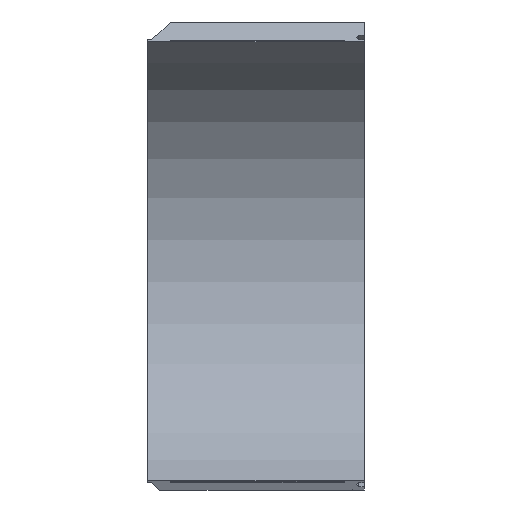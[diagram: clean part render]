
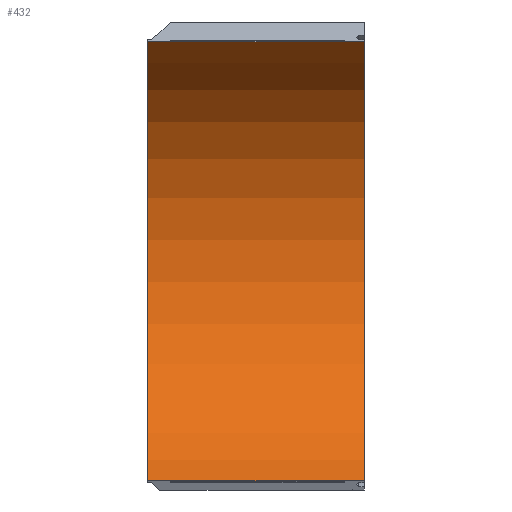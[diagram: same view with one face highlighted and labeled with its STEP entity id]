
A CAD part, left-side view. The second image highlights one B-rep face of the part: STEP entity #432.
In plain terms, the highlighted cylindrical face has radius 119.661 mm (diameter 239.321 mm), a partial arc.
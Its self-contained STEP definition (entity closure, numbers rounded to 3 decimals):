
#10 = LINE ( 'NONE', #140, #55 ) ;
#12 = CARTESIAN_POINT ( 'NONE',  ( 0., 101.2, 0. ) ) ;
#24 = DIRECTION ( 'NONE',  ( 0., 0., 1. ) ) ;
#55 = VECTOR ( 'NONE', #147, 1000. ) ;
#71 = ORIENTED_EDGE ( 'NONE', *, *, #708, .T. ) ;
#81 = ORIENTED_EDGE ( 'NONE', *, *, #178, .F. ) ;
#87 = VERTEX_POINT ( 'NONE', #652 ) ;
#93 = CARTESIAN_POINT ( 'NONE',  ( 0., 0., 0. ) ) ;
#109 = CIRCLE ( 'NONE', #396, 119.661 ) ;
#111 = AXIS2_PLACEMENT_3D ( 'NONE', #93, #615, #493 ) ;
#116 = DIRECTION ( 'NONE',  ( 0., 0., 1. ) ) ;
#119 = CARTESIAN_POINT ( 'NONE',  ( 50.571, 101.2, 108.449 ) ) ;
#124 = CARTESIAN_POINT ( 'NONE',  ( 0., -5.8, 0. ) ) ;
#129 = CARTESIAN_POINT ( 'NONE',  ( 50.571, -5.8, 108.449 ) ) ;
#133 = LINE ( 'NONE', #119, #640 ) ;
#140 = CARTESIAN_POINT ( 'NONE',  ( 50.571, 101.2, -108.449 ) ) ;
#147 = DIRECTION ( 'NONE',  ( 0., -1., 0. ) ) ;
#178 = EDGE_CURVE ( 'NONE', #524, #353, #109, .T. ) ;
#187 = EDGE_LOOP ( 'NONE', ( #81, #359, #632, #71 ) ) ;
#195 = EDGE_CURVE ( 'NONE', #343, #524, #133, .T. ) ;
#343 = VERTEX_POINT ( 'NONE', #796 ) ;
#353 = VERTEX_POINT ( 'NONE', #473 ) ;
#359 = ORIENTED_EDGE ( 'NONE', *, *, #195, .F. ) ;
#396 = AXIS2_PLACEMENT_3D ( 'NONE', #124, #458, #116 ) ;
#410 = DIRECTION ( 'NONE',  ( 0., 1., 0. ) ) ;
#432 = ADVANCED_FACE ( 'NONE', ( #680 ), #823, .F. ) ;
#439 = AXIS2_PLACEMENT_3D ( 'NONE', #12, #410, #24 ) ;
#458 = DIRECTION ( 'NONE',  ( 0., 1., 0. ) ) ;
#473 = CARTESIAN_POINT ( 'NONE',  ( 50.571, -5.8, -108.449 ) ) ;
#493 = DIRECTION ( 'NONE',  ( 0., 0., 1. ) ) ;
#524 = VERTEX_POINT ( 'NONE', #129 ) ;
#565 = DIRECTION ( 'NONE',  ( 0., -1., 0. ) ) ;
#615 = DIRECTION ( 'NONE',  ( 0., 1., 0. ) ) ;
#629 = CIRCLE ( 'NONE', #439, 119.661 ) ;
#632 = ORIENTED_EDGE ( 'NONE', *, *, #716, .T. ) ;
#640 = VECTOR ( 'NONE', #565, 1000. ) ;
#652 = CARTESIAN_POINT ( 'NONE',  ( 50.571, 101.2, -108.449 ) ) ;
#680 = FACE_OUTER_BOUND ( 'NONE', #187, .T. ) ;
#708 = EDGE_CURVE ( 'NONE', #87, #353, #10, .T. ) ;
#716 = EDGE_CURVE ( 'NONE', #343, #87, #629, .T. ) ;
#796 = CARTESIAN_POINT ( 'NONE',  ( 50.571, 101.2, 108.449 ) ) ;
#823 = CYLINDRICAL_SURFACE ( 'NONE', #111, 119.661 ) ;
